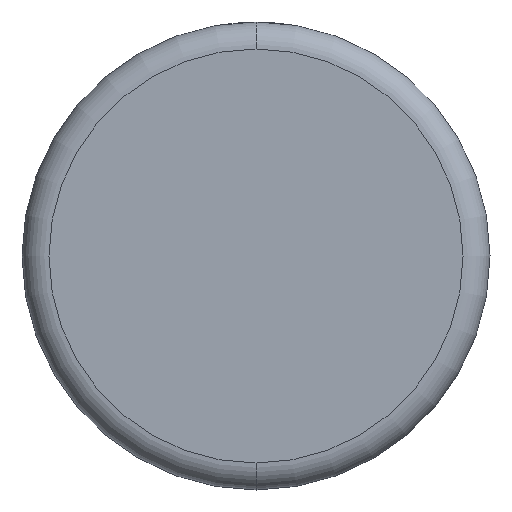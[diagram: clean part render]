
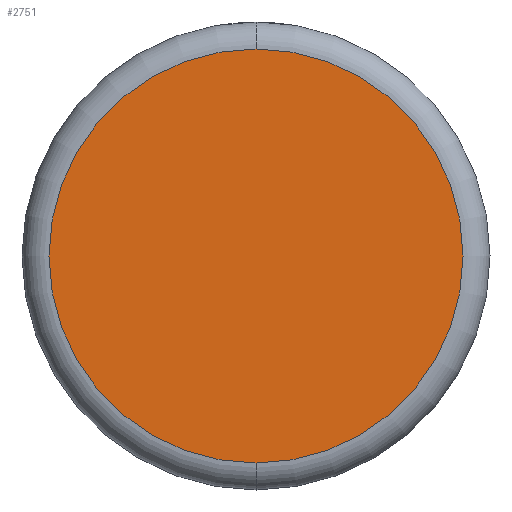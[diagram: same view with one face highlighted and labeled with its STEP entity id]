
A CAD part, front view. The second image highlights one B-rep face of the part: STEP entity #2751.
In plain terms, the highlighted planar face has unit normal (0, -1, 0).
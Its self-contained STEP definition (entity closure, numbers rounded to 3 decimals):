
#235 = AXIS2_PLACEMENT_3D ( 'NONE', #3069, #5017, #1450 ) ;
#429 = PLANE ( 'NONE',  #2710 ) ;
#834 = CARTESIAN_POINT ( 'NONE',  ( 0., 0., -22.562 ) ) ;
#919 = EDGE_CURVE ( 'NONE', #3541, #1005, #4811, .T. ) ;
#1005 = VERTEX_POINT ( 'NONE', #834 ) ;
#1241 = CARTESIAN_POINT ( 'NONE',  ( 0., 0., 0. ) ) ;
#1329 = DIRECTION ( 'NONE',  ( 0., 0., 1. ) ) ;
#1450 = DIRECTION ( 'NONE',  ( 0., 0., 1. ) ) ;
#1971 = CARTESIAN_POINT ( 'NONE',  ( 0., 0., 22.562 ) ) ;
#2433 = CARTESIAN_POINT ( 'NONE',  ( 0., 0., 0. ) ) ;
#2435 = CIRCLE ( 'NONE', #3171, 22.562 ) ;
#2710 = AXIS2_PLACEMENT_3D ( 'NONE', #2433, #3244, #1329 ) ;
#2751 = ADVANCED_FACE ( 'NONE', ( #3440 ), #429, .F. ) ;
#3069 = CARTESIAN_POINT ( 'NONE',  ( 0., 0., 0. ) ) ;
#3171 = AXIS2_PLACEMENT_3D ( 'NONE', #1241, #3546, #4801 ) ;
#3244 = DIRECTION ( 'NONE',  ( 0., 1., 0. ) ) ;
#3440 = FACE_OUTER_BOUND ( 'NONE', #4144, .T. ) ;
#3541 = VERTEX_POINT ( 'NONE', #1971 ) ;
#3546 = DIRECTION ( 'NONE',  ( 0., -1., 0. ) ) ;
#3704 = ORIENTED_EDGE ( 'NONE', *, *, #4170, .T. ) ;
#4144 = EDGE_LOOP ( 'NONE', ( #4941, #3704 ) ) ;
#4170 = EDGE_CURVE ( 'NONE', #1005, #3541, #2435, .T. ) ;
#4801 = DIRECTION ( 'NONE',  ( 0., 0., 1. ) ) ;
#4811 = CIRCLE ( 'NONE', #235, 22.562 ) ;
#4941 = ORIENTED_EDGE ( 'NONE', *, *, #919, .T. ) ;
#5017 = DIRECTION ( 'NONE',  ( 0., -1., 0. ) ) ;
